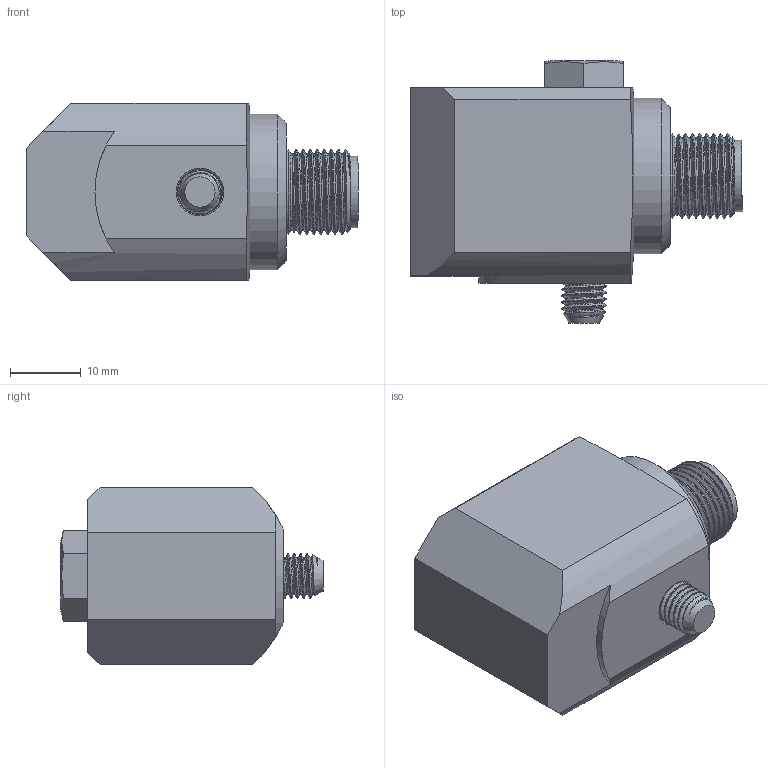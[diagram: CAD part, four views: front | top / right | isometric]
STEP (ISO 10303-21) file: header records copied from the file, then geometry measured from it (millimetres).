
FILE_DESCRIPTION(/* description */ (''),/* implementation_level */ '2;1');
FILE_NAME(/* name */ 'MASTER_STANDARD_SIDE_EXIT_M12.stp',/* time_stamp */ '2017-04-25T15:16:22-04:00',/* author */ ('aneininger'),/* organization */ (''),/* preprocessor_version */ 'ST-DEVELOPER v16.5',/* originating_system */ 'Autodesk Inventor 2017',/* authorisation */ '');
FILE_SCHEMA (('AUTOMOTIVE_DESIGN { 1 0 10303 214 3 1 1 }'));
Length unit declared in the file: inch
Products named in the file (3): MASTER_STANDARD_SIDE_EXIT_M12; MASTER_STANDARD_SIDE_EXIT_M12_1; ACP32018
Assembly tree (2 placements, depth 2):
  MASTER_STANDARD_SIDE_EXIT_M12
    MASTER_STANDARD_SIDE_EXIT_M12_1
    ACP32018
Bounding box: 47.07 x 37.16 x 25.15 mm (x, y, z)
Volume: 22742.7 mm3; surface area: 6949.2 mm2
Topology: 2 solids, 3 shells, 84 faces, 193 edges, 128 vertices
Faces by surface type: plane 32, cylinder 21, bspline 14, cone 12, torus 5
Full cylindrical faces by diameter (mm): 0.991 x1, 1.016 x4, 2.032 x4, 4.953 x1, 5.359 x1, 6.756 x1, 8.382 x1, 10.16 x1, 11.974 x1, 22.047 x1
Entity records: 10505 total; most frequent: CARTESIAN_POINT 8712, DIRECTION 318, ORIENTED_EDGE 298, EDGE_CURVE 148, AXIS2_PLACEMENT_3D 142, EDGE_LOOP 126, VERTEX_POINT 113, STYLED_ITEM 84
